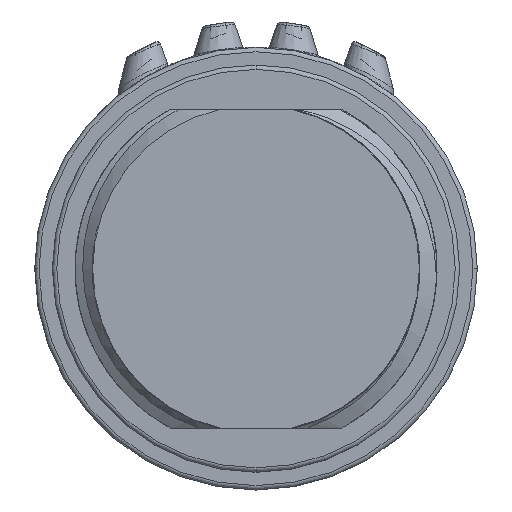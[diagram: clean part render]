
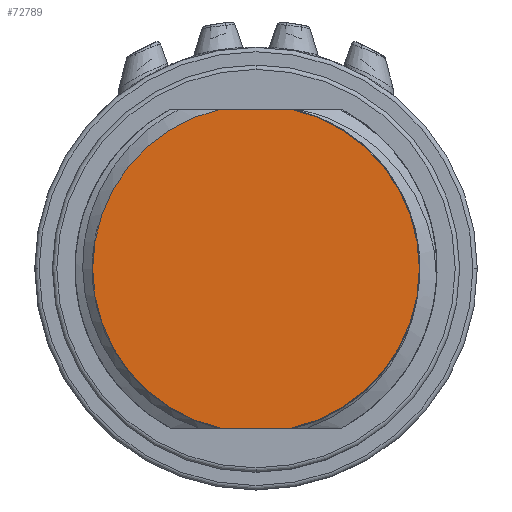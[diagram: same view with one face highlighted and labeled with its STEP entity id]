
A CAD part, front view. The second image highlights one B-rep face of the part: STEP entity #72789.
In plain terms, the highlighted planar face has unit normal (0, -1, 0).
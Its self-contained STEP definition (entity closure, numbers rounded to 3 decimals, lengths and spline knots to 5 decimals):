
#17720=DIRECTION('',(1.,0.,0.));
#17721=VECTOR('',#17720,0.162);
#17722=CARTESIAN_POINT('',(-0.081,-0.38,0.36));
#17723=LINE('',#17722,#17721);
#17792=CARTESIAN_POINT('',(0.,-0.38,0.));
#17793=DIRECTION('',(0.,-1.,0.));
#17794=DIRECTION('',(0.22,0.,-0.976));
#17795=AXIS2_PLACEMENT_3D('',#17792,#17793,#17794);
#17831=CARTESIAN_POINT('',(0.,-0.38,0.));
#17832=DIRECTION('',(0.,-1.,0.));
#17833=DIRECTION('',(-0.22,0.,0.976));
#17834=AXIS2_PLACEMENT_3D('',#17831,#17832,#17833);
#18411=DIRECTION('',(1.,0.,0.));
#18412=VECTOR('',#18411,0.162);
#18413=CARTESIAN_POINT('',(-0.081,-0.38,-0.36));
#18414=LINE('',#18413,#18412);
#20130=CARTESIAN_POINT('',(0.081,-0.38,-0.36));
#20131=CARTESIAN_POINT('',(0.081,-0.38,0.36));
#20132=VERTEX_POINT('',#20130);
#20133=VERTEX_POINT('',#20131);
#20134=CARTESIAN_POINT('',(-0.081,-0.38,-0.36));
#20135=VERTEX_POINT('',#20134);
#20136=CARTESIAN_POINT('',(-0.081,-0.38,0.36));
#20137=VERTEX_POINT('',#20136);
#72775=CARTESIAN_POINT('',(0.,-0.38,0.));
#72776=DIRECTION('',(0.,-1.,0.));
#72777=DIRECTION('',(1.,0.,0.));
#72778=AXIS2_PLACEMENT_3D('',#72775,#72776,#72777);
#72779=PLANE('',#72778);
#72781=ORIENTED_EDGE('',*,*,#72780,.F.);
#72783=ORIENTED_EDGE('',*,*,#72782,.F.);
#72785=ORIENTED_EDGE('',*,*,#72784,.F.);
#72786=ORIENTED_EDGE('',*,*,#72684,.T.);
#72787=EDGE_LOOP('',(#72781,#72783,#72785,#72786));
#72788=FACE_OUTER_BOUND('',#72787,.F.);
#72789=ADVANCED_FACE('',(#72788),#72779,.T.);
#17796=CIRCLE('',#17795,0.369);
#17835=CIRCLE('',#17834,0.369);
#72684=EDGE_CURVE('',#20137,#20133,#17723,.T.);
#72780=EDGE_CURVE('',#20132,#20133,#17796,.T.);
#72782=EDGE_CURVE('',#20135,#20132,#18414,.T.);
#72784=EDGE_CURVE('',#20137,#20135,#17835,.T.);
